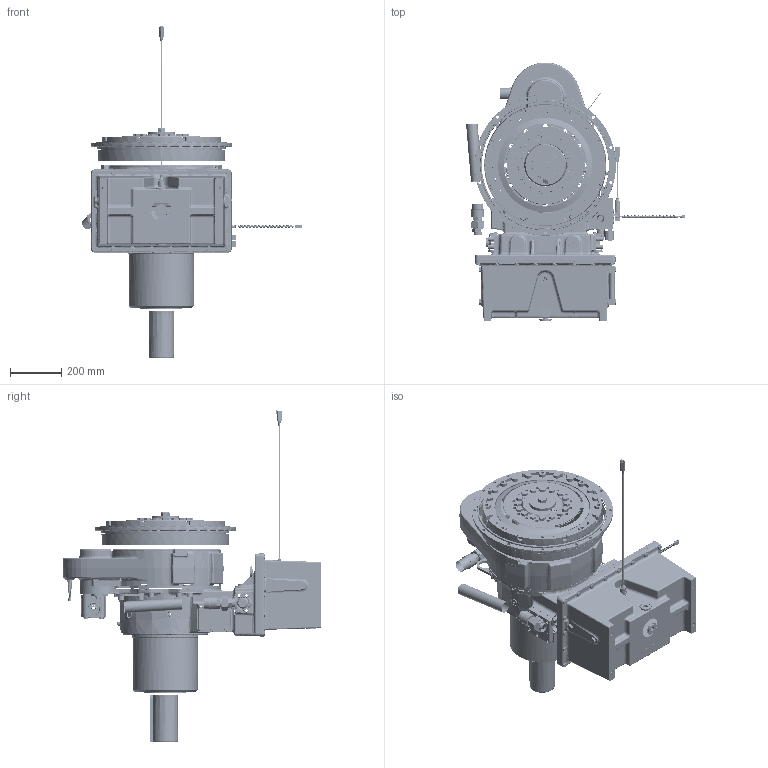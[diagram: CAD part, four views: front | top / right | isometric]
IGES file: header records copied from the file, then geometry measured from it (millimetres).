
Start section: SolidWorks IGES file using analytic representation for surfaces
Global section: file name: 1029600H.igs; native system: SolidWorks 2019; preprocessor: SolidWorks 2019; author: smtservice; date: 210323.152416; units: millimetre
Bounding box: 860.18 x 1012.73 x 1299.18 mm (x, y, z)
Surface area: 3560347 mm2 (no closed solid volume)
Topology: 0 solids, 2 shells, 3190 faces, 71426 edges, 70909 vertices
Faces by surface type: bspline 1901, revolution 1289
